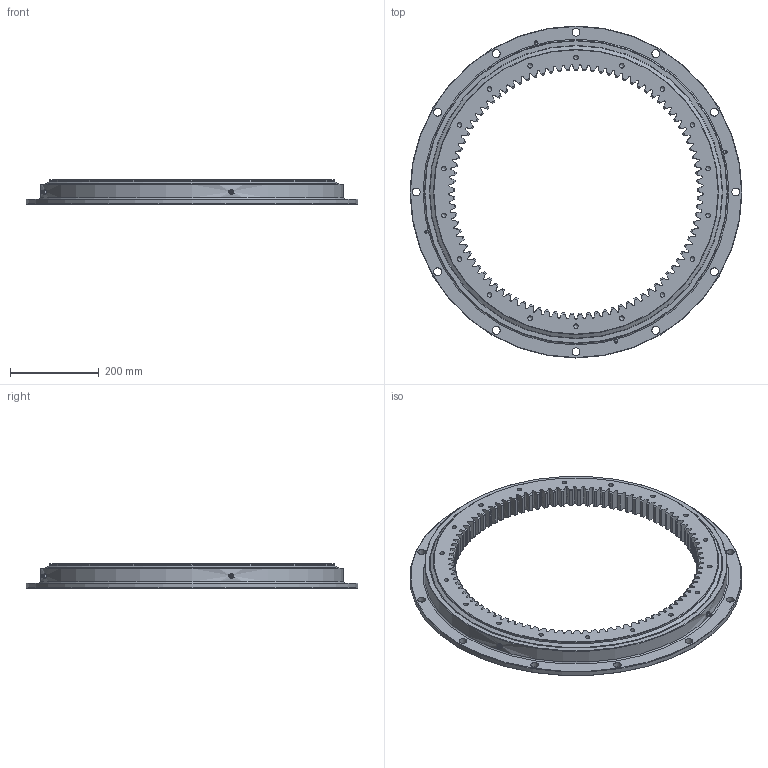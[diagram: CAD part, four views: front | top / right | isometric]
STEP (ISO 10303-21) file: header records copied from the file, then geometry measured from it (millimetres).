
FILE_DESCRIPTION (( 'STEP AP214' ), '1' );
FILE_NAME ('I.750.20.00.C.STEP', '2016-12-14T12:50:00', ( '' ), ( '' ), 'SwSTEP 2.0', 'SolidWorks 2015', '' );
FILE_SCHEMA (( 'AUTOMOTIVE_DESIGN' ));
Length unit declared in the file: millimetre
Products named in the file (7): Grease nipple M10x1mm; B.748.B20C.A3N.0 - OR Seal; B.748.B20C.A3N.0 - IR Seal; Ball D20; B.748.B20C.A3N.0 - OR; B.748.B20C.A3N.0 - IR; I.750.20.00.C
Assembly tree (94 placements, depth 2):
  I.750.20.00.C
    B.748.B20C.A3N.0 - IR
    B.748.B20C.A3N.0 - OR
    Ball D20  x86
    B.748.B20C.A3N.0 - IR Seal
    B.748.B20C.A3N.0 - OR Seal
    Grease nipple M10x1mm  x4
Bounding box: 748 x 748 x 56 mm (x, y, z)
Volume: 5882325.6 mm3; surface area: 1194231.8 mm2
Topology: 94 solids, 94 shells, 1060 faces, 3024 edges, 1991 vertices
Faces by surface type: bspline 372, cone 279, cylinder 155, plane 148, sphere 86, torus 20
Full cylindrical faces by diameter (mm): 3 x4, 9 x4, 10 x4, 10.2 x18, 18 x12, 628.5 x2, 642.5 x3, 645.5 x3, 659.5 x2, 683 x1, 748 x1
Entity records: 33856 total; most frequent: CARTESIAN_POINT 13031, ORIENTED_EDGE 4932, DIRECTION 2850, EDGE_CURVE 2466, VERTEX_POINT 1680, B_SPLINE_CURVE_WITH_KNOTS 1378, AXIS2_PLACEMENT_3D 1143, EDGE_LOOP 1032
